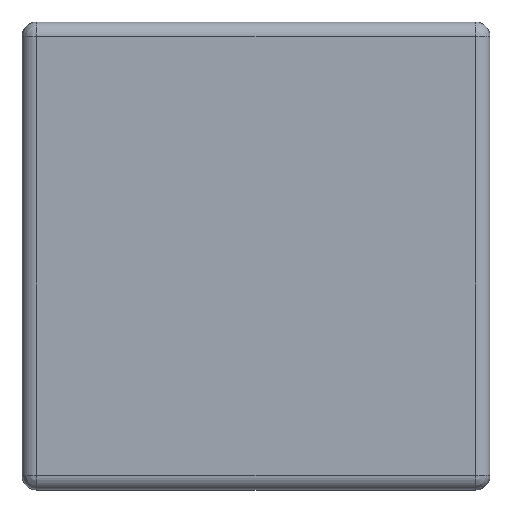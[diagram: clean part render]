
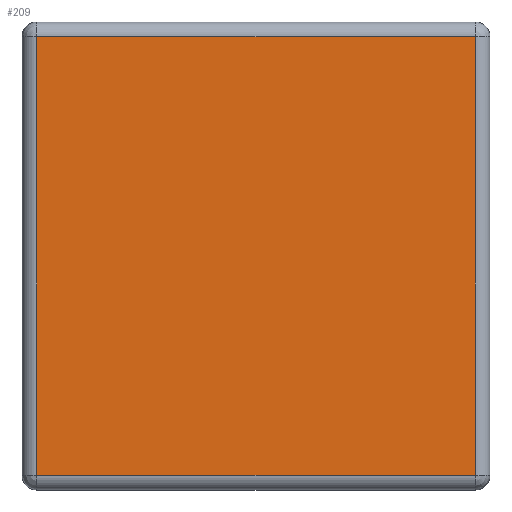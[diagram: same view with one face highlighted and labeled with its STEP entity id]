
A CAD part, top view. The second image highlights one B-rep face of the part: STEP entity #209.
In plain terms, the highlighted planar face has unit normal (0, 0, 1).
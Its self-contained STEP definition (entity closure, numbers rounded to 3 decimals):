
#170=CARTESIAN_POINT('',(-35.2,-19.2,2.5));
#171=DIRECTION('',(0.0,0.0,1.0));
#172=DIRECTION('',(1.0,0.0,0.0));
#173=AXIS2_PLACEMENT_3D('',#170,#171,#172);
#174=PLANE('',#173);
#175=CARTESIAN_POINT('',(-31.,-15.,2.5));
#176=VERTEX_POINT('',#175);
#177=CARTESIAN_POINT('',(-1.,-15.,2.5));
#178=VERTEX_POINT('',#177);
#179=CARTESIAN_POINT('',(-31.,-15.,2.5));
#180=DIRECTION('',(1.0,0.0,0.0));
#181=VECTOR('',#180,30.);
#182=LINE('',#179,#181);
#183=EDGE_CURVE('',#176,#178,#182,.T.);
#184=ORIENTED_EDGE('',*,*,#183,.T.);
#185=CARTESIAN_POINT('',(-1.,15.,2.5));
#186=VERTEX_POINT('',#185);
#187=CARTESIAN_POINT('',(-1.,-15.,2.5));
#188=DIRECTION('',(0.0,1.0,0.0));
#189=VECTOR('',#188,30.);
#190=LINE('',#187,#189);
#191=EDGE_CURVE('',#178,#186,#190,.T.);
#192=ORIENTED_EDGE('',*,*,#191,.T.);
#193=CARTESIAN_POINT('',(-31.,15.,2.5));
#194=VERTEX_POINT('',#193);
#195=CARTESIAN_POINT('',(-1.,15.,2.5));
#196=DIRECTION('',(-1.0,0.0,0.0));
#197=VECTOR('',#196,30.);
#198=LINE('',#195,#197);
#199=EDGE_CURVE('',#186,#194,#198,.T.);
#200=ORIENTED_EDGE('',*,*,#199,.T.);
#201=CARTESIAN_POINT('',(-31.,15.,2.5));
#202=DIRECTION('',(0.0,-1.0,0.0));
#203=VECTOR('',#202,30.);
#204=LINE('',#201,#203);
#205=EDGE_CURVE('',#194,#176,#204,.T.);
#206=ORIENTED_EDGE('',*,*,#205,.T.);
#207=EDGE_LOOP('',(#184,#192,#200,#206));
#208=FACE_OUTER_BOUND('',#207,.T.);
#209=ADVANCED_FACE('',(#208),#174,.T.);
